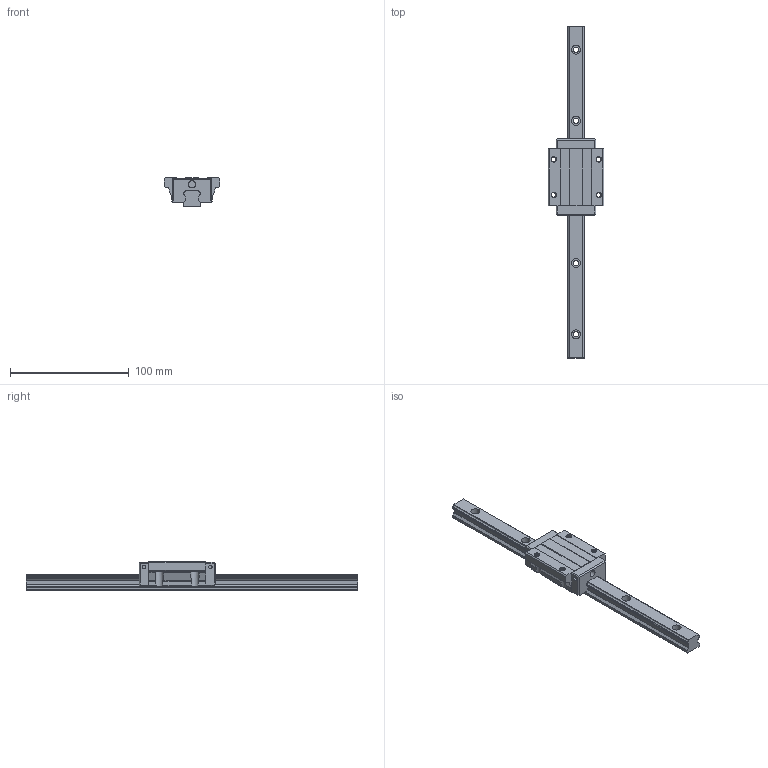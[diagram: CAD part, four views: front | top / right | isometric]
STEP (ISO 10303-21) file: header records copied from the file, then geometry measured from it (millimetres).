
FILE_DESCRIPTION(/* description */ (''),/* implementation_level */ '2;1');
FILE_NAME(/* name */ 'TRH15FL.stp',/* time_stamp */ '2012-09-20T17:34:04+08:00',/* author */ (''),/* organization */ (''),/* preprocessor_version */ 'ST-DEVELOPER v11',/* originating_system */ 'SIEMENS UGS NX 6.0',/* authorisation */ '');
FILE_SCHEMA (('CONFIG_CONTROL_DESIGN'));
Length unit declared in the file: millimetre
Products named in the file (1): darr5C22n5zd
Bounding box: 47 x 280 x 24 mm (x, y, z)
Volume: 45057.4 mm3; surface area: 29002.2 mm2
Topology: 1 solids, 2 shells, 235 faces, 714 edges, 490 vertices
Faces by surface type: cylinder 116, plane 111, bspline 8
Full cylindrical faces by diameter (mm): 3 x4, 4 x36, 4.5 x5, 6 x2, 7.5 x5
Entity records: 16995 total; most frequent: CARTESIAN_POINT 11729, ORIENTED_EDGE 1136, DIRECTION 968, EDGE_CURVE 568, VERTEX_POINT 404, AXIS2_PLACEMENT_3D 332, LINE 304, VECTOR 304
